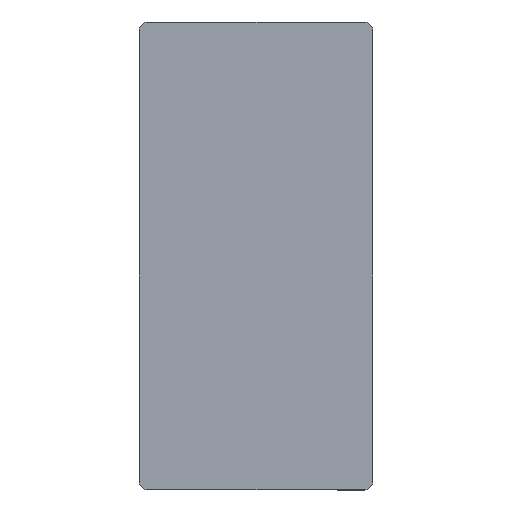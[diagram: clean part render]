
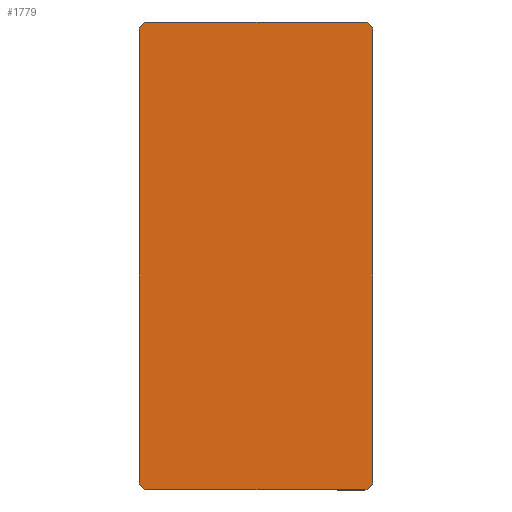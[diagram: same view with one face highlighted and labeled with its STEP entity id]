
A CAD part, top view. The second image highlights one B-rep face of the part: STEP entity #1779.
In plain terms, the highlighted planar face has unit normal (0, 0, 1).
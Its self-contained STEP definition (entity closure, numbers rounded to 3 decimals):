
#448 = ORIENTED_EDGE ( 'NONE', *, *, #15658, .T. ) ;
#538 = CIRCLE ( 'NONE', #11606, 11. ) ;
#739 = DIRECTION ( 'NONE',  ( 0., 0., 1. ) ) ;
#979 = AXIS2_PLACEMENT_3D ( 'NONE', #16898, #1850, #2048 ) ;
#984 = VECTOR ( 'NONE', #2076, 1000. ) ;
#1706 = CARTESIAN_POINT ( 'NONE',  ( 1092.633, 597.969, -350.001 ) ) ;
#1779 = ADVANCED_FACE ( 'NONE', ( #18228 ), #15266, .T. ) ;
#1816 = CARTESIAN_POINT ( 'NONE',  ( 103.633, 297.969, -350.001 ) ) ;
#1850 = DIRECTION ( 'NONE',  ( 0., 0., 1. ) ) ;
#2048 = DIRECTION ( 'NONE',  ( 0., 1., 0. ) ) ;
#2076 = DIRECTION ( 'NONE',  ( -1., 0., 0. ) ) ;
#2081 = VERTEX_POINT ( 'NONE', #14335 ) ;
#2433 = CARTESIAN_POINT ( 'NONE',  ( 1092.633, -291.031, -350.001 ) ) ;
#2638 = DIRECTION ( 'NONE',  ( 1., 0., 0. ) ) ;
#2800 = LINE ( 'NONE', #8533, #3223 ) ;
#3223 = VECTOR ( 'NONE', #4287, 1000. ) ;
#3348 = DIRECTION ( 'NONE',  ( 0., 1., 0. ) ) ;
#3413 = CARTESIAN_POINT ( 'NONE',  ( 114.633, 308.969, -350.001 ) ) ;
#3541 = CARTESIAN_POINT ( 'NONE',  ( 403.633, 597.969, -350.001 ) ) ;
#3897 = EDGE_CURVE ( 'NONE', #19291, #15389, #9606, .T. ) ;
#4215 = ORIENTED_EDGE ( 'NONE', *, *, #3897, .T. ) ;
#4287 = DIRECTION ( 'NONE',  ( 0., -1., 0. ) ) ;
#4288 = ORIENTED_EDGE ( 'NONE', *, *, #17903, .T. ) ;
#5166 = VECTOR ( 'NONE', #2638, 1000. ) ;
#5372 = DIRECTION ( 'NONE',  ( 0., 1., 0. ) ) ;
#5637 = VERTEX_POINT ( 'NONE', #11555 ) ;
#5785 = CARTESIAN_POINT ( 'NONE',  ( 103.633, -280.031, -350.001 ) ) ;
#5922 = CARTESIAN_POINT ( 'NONE',  ( 392.633, 297.969, -350.001 ) ) ;
#6243 = DIRECTION ( 'NONE',  ( 0., 0., 1. ) ) ;
#6421 = DIRECTION ( 'NONE',  ( 0., 1., 0. ) ) ;
#6824 = EDGE_LOOP ( 'NONE', ( #8563, #4288, #9706, #17478, #4215, #448, #7420, #17635 ) ) ;
#7420 = ORIENTED_EDGE ( 'NONE', *, *, #18611, .T. ) ;
#7462 = CARTESIAN_POINT ( 'NONE',  ( 403.633, -280.031, -350.001 ) ) ;
#7760 = VERTEX_POINT ( 'NONE', #1816 ) ;
#8533 = CARTESIAN_POINT ( 'NONE',  ( 103.633, 597.969, -350.001 ) ) ;
#8563 = ORIENTED_EDGE ( 'NONE', *, *, #13071, .T. ) ;
#8596 = VERTEX_POINT ( 'NONE', #5785 ) ;
#8887 = CIRCLE ( 'NONE', #979, 11. ) ;
#9320 = CARTESIAN_POINT ( 'NONE',  ( 114.633, -280.031, -350.001 ) ) ;
#9606 = LINE ( 'NONE', #15644, #984 ) ;
#9706 = ORIENTED_EDGE ( 'NONE', *, *, #9717, .T. ) ;
#9717 = EDGE_CURVE ( 'NONE', #14574, #2081, #17105, .T. ) ;
#10060 = CARTESIAN_POINT ( 'NONE',  ( 392.633, 308.969, -350.001 ) ) ;
#10283 = VECTOR ( 'NONE', #6421, 1000. ) ;
#11138 = VERTEX_POINT ( 'NONE', #14062 ) ;
#11445 = LINE ( 'NONE', #2433, #5166 ) ;
#11555 = CARTESIAN_POINT ( 'NONE',  ( 114.633, -291.031, -350.001 ) ) ;
#11606 = AXIS2_PLACEMENT_3D ( 'NONE', #16182, #739, #5372 ) ;
#12279 = DIRECTION ( 'NONE',  ( 0., 1., 0. ) ) ;
#12287 = DIRECTION ( 'NONE',  ( 0., -1., 0. ) ) ;
#12678 = AXIS2_PLACEMENT_3D ( 'NONE', #1706, #6243, #12287 ) ;
#13071 = EDGE_CURVE ( 'NONE', #5637, #11138, #11445, .T. ) ;
#13206 = AXIS2_PLACEMENT_3D ( 'NONE', #9320, #16289, #12279 ) ;
#14062 = CARTESIAN_POINT ( 'NONE',  ( 392.633, -291.031, -350.001 ) ) ;
#14335 = CARTESIAN_POINT ( 'NONE',  ( 403.633, 297.969, -350.001 ) ) ;
#14574 = VERTEX_POINT ( 'NONE', #7462 ) ;
#15266 = PLANE ( 'NONE',  #12678 ) ;
#15389 = VERTEX_POINT ( 'NONE', #3413 ) ;
#15644 = CARTESIAN_POINT ( 'NONE',  ( 1092.633, 308.969, -350.001 ) ) ;
#15658 = EDGE_CURVE ( 'NONE', #15389, #7760, #538, .T. ) ;
#15690 = EDGE_CURVE ( 'NONE', #8596, #5637, #16674, .T. ) ;
#16182 = CARTESIAN_POINT ( 'NONE',  ( 114.633, 297.969, -350.001 ) ) ;
#16226 = EDGE_CURVE ( 'NONE', #2081, #19291, #19248, .T. ) ;
#16289 = DIRECTION ( 'NONE',  ( 0., 0., 1. ) ) ;
#16674 = CIRCLE ( 'NONE', #13206, 11. ) ;
#16898 = CARTESIAN_POINT ( 'NONE',  ( 392.633, -280.031, -350.001 ) ) ;
#17038 = AXIS2_PLACEMENT_3D ( 'NONE', #5922, #17102, #3348 ) ;
#17102 = DIRECTION ( 'NONE',  ( 0., 0., 1. ) ) ;
#17105 = LINE ( 'NONE', #3541, #10283 ) ;
#17478 = ORIENTED_EDGE ( 'NONE', *, *, #16226, .T. ) ;
#17635 = ORIENTED_EDGE ( 'NONE', *, *, #15690, .T. ) ;
#17903 = EDGE_CURVE ( 'NONE', #11138, #14574, #8887, .T. ) ;
#18228 = FACE_OUTER_BOUND ( 'NONE', #6824, .T. ) ;
#18611 = EDGE_CURVE ( 'NONE', #7760, #8596, #2800, .T. ) ;
#19248 = CIRCLE ( 'NONE', #17038, 11. ) ;
#19291 = VERTEX_POINT ( 'NONE', #10060 ) ;
